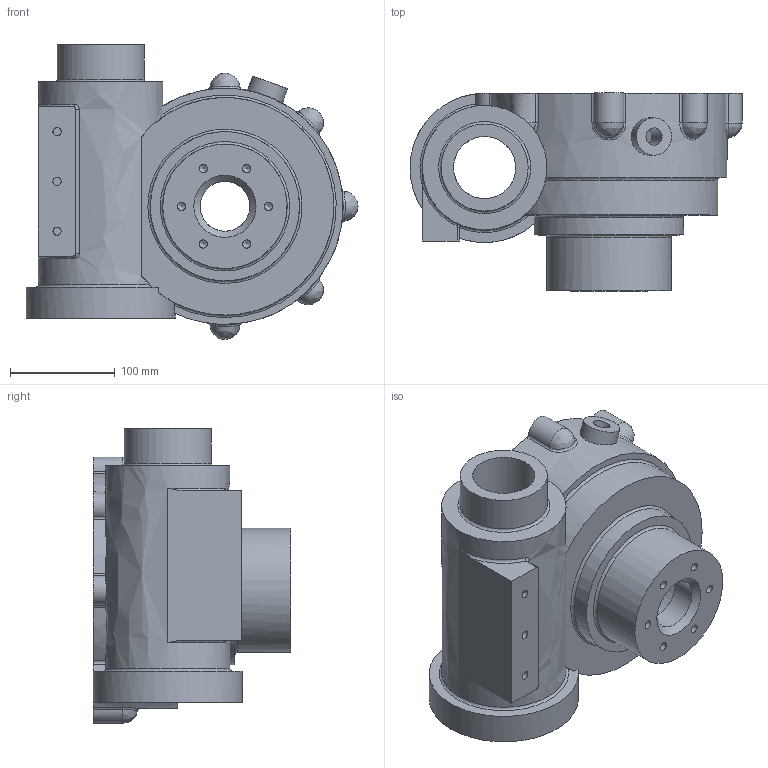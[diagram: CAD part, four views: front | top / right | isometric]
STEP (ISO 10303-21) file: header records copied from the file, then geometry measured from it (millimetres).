
FILE_DESCRIPTION(('FreeCAD Model'),'2;1');
FILE_NAME('Open CASCADE Shape Model','2025-05-04T10:16:57',('FreeCAD'),( 'FreeCAD'),'Open CASCADE STEP processor 7.6','FreeCAD','Unknown');
FILE_SCHEMA(('AUTOMOTIVE_DESIGN { 1 0 10303 214 1 1 1 1 }'));
Length unit declared in the file: millimetre
Products named in the file (1): Open CASCADE STEP translator 7.6 1
Bounding box: 317.64 x 189.16 x 281.95 mm (x, y, z)
Volume: 3946611.1 mm3; surface area: 452340.1 mm2
Topology: 1 solids, 1 shells, 131 faces, 321 edges, 205 vertices
Faces by surface type: bspline 131
Entity records: 5420 total; most frequent: CARTESIAN_POINT 3612, ORIENTED_EDGE 616, EDGE_CURVE 308, VERTEX_POINT 205, FACE_BOUND 167, EDGE_LOOP 167, B_SPLINE_CURVE_WITH_KNOTS 162, ADVANCED_FACE 131
